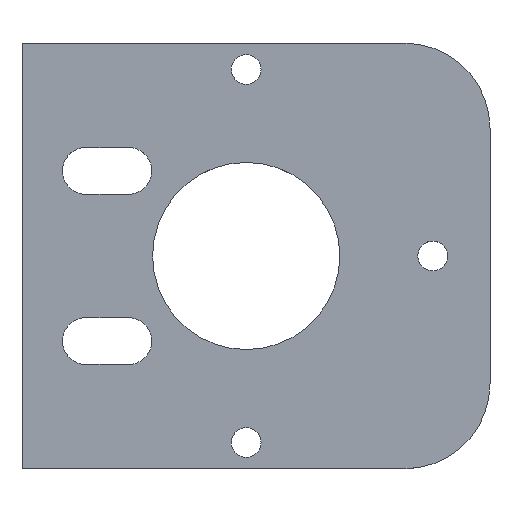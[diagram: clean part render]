
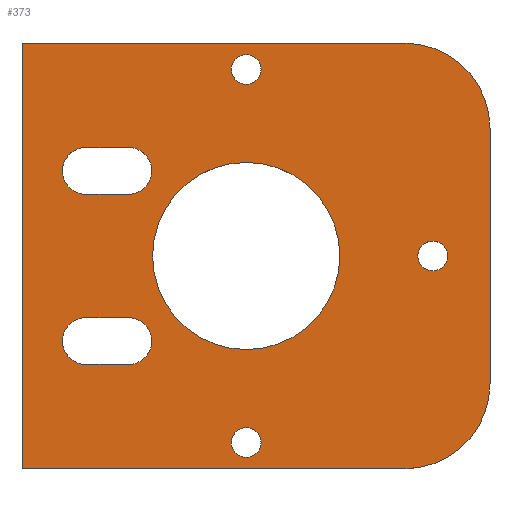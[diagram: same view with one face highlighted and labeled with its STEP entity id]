
A CAD part, top view. The second image highlights one B-rep face of the part: STEP entity #373.
In plain terms, the highlighted planar face has unit normal (0, 0, 1).
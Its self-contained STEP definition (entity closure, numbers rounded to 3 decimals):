
#13=FACE_BOUND($,#61,.T.);
#14=FACE_BOUND($,#62,.T.);
#15=FACE_BOUND($,#63,.T.);
#16=FACE_BOUND($,#64,.T.);
#17=FACE_BOUND($,#65,.T.);
#18=FACE_BOUND($,#66,.T.);
#19=FACE_BOUND($,#67,.T.);
#31=PLANE($,#398);
#61=EDGE_LOOP($,(#269));
#62=EDGE_LOOP($,(#270,#271,#272,#273));
#63=EDGE_LOOP($,(#274,#275,#276,#277));
#64=EDGE_LOOP($,(#278));
#65=EDGE_LOOP($,(#279));
#66=EDGE_LOOP($,(#280));
#67=EDGE_LOOP($,(#281,#282,#283,#284,#285,#286));
#97=LINE($,#558,#127);
#100=LINE($,#569,#130);
#101=LINE($,#572,#131);
#102=LINE($,#577,#132);
#103=LINE($,#580,#133);
#104=LINE($,#588,#134);
#105=LINE($,#592,#135);
#106=LINE($,#593,#136);
#127=VECTOR($,#446,45.);
#130=VECTOR($,#455,5.);
#131=VECTOR($,#458,5.);
#132=VECTOR($,#461,5.);
#133=VECTOR($,#464,5.);
#134=VECTOR($,#471,30.);
#135=VECTOR($,#474,45.);
#136=VECTOR($,#475,50.);
#155=CIRCLE($,#395,10.);
#157=CIRCLE($,#399,11.);
#158=CIRCLE($,#400,2.75);
#159=CIRCLE($,#401,2.75);
#160=CIRCLE($,#402,2.75);
#161=CIRCLE($,#403,2.75);
#162=CIRCLE($,#404,1.75);
#163=CIRCLE($,#405,1.75);
#164=CIRCLE($,#406,1.75);
#165=CIRCLE($,#407,10.);
#175=VERTEX_POINT($,#548);
#176=VERTEX_POINT($,#549);
#179=VERTEX_POINT($,#557);
#181=VERTEX_POINT($,#563);
#182=VERTEX_POINT($,#565);
#183=VERTEX_POINT($,#566);
#184=VERTEX_POINT($,#568);
#185=VERTEX_POINT($,#570);
#186=VERTEX_POINT($,#573);
#187=VERTEX_POINT($,#574);
#188=VERTEX_POINT($,#576);
#189=VERTEX_POINT($,#578);
#190=VERTEX_POINT($,#581);
#191=VERTEX_POINT($,#583);
#192=VERTEX_POINT($,#585);
#193=VERTEX_POINT($,#587);
#194=VERTEX_POINT($,#589);
#195=VERTEX_POINT($,#591);
#211=EDGE_CURVE($,#175,#176,#155,.T.);
#215=EDGE_CURVE($,#179,#176,#97,.T.);
#218=EDGE_CURVE($,#181,#181,#157,.T.);
#219=EDGE_CURVE($,#182,#183,#158,.T.);
#220=EDGE_CURVE($,#183,#184,#100,.T.);
#221=EDGE_CURVE($,#184,#185,#159,.T.);
#222=EDGE_CURVE($,#185,#182,#101,.T.);
#223=EDGE_CURVE($,#186,#187,#160,.T.);
#224=EDGE_CURVE($,#187,#188,#102,.T.);
#225=EDGE_CURVE($,#188,#189,#161,.T.);
#226=EDGE_CURVE($,#189,#186,#103,.T.);
#227=EDGE_CURVE($,#190,#190,#162,.T.);
#228=EDGE_CURVE($,#191,#191,#163,.T.);
#229=EDGE_CURVE($,#192,#192,#164,.T.);
#230=EDGE_CURVE($,#175,#193,#104,.T.);
#231=EDGE_CURVE($,#194,#193,#165,.T.);
#232=EDGE_CURVE($,#194,#195,#105,.T.);
#233=EDGE_CURVE($,#195,#179,#106,.T.);
#269=ORIENTED_EDGE($,*,*,#218,.T.);
#270=ORIENTED_EDGE($,*,*,#219,.T.);
#271=ORIENTED_EDGE($,*,*,#220,.T.);
#272=ORIENTED_EDGE($,*,*,#221,.T.);
#273=ORIENTED_EDGE($,*,*,#222,.T.);
#274=ORIENTED_EDGE($,*,*,#223,.T.);
#275=ORIENTED_EDGE($,*,*,#224,.T.);
#276=ORIENTED_EDGE($,*,*,#225,.T.);
#277=ORIENTED_EDGE($,*,*,#226,.T.);
#278=ORIENTED_EDGE($,*,*,#227,.T.);
#279=ORIENTED_EDGE($,*,*,#228,.T.);
#280=ORIENTED_EDGE($,*,*,#229,.T.);
#281=ORIENTED_EDGE($,*,*,#211,.F.);
#282=ORIENTED_EDGE($,*,*,#230,.T.);
#283=ORIENTED_EDGE($,*,*,#231,.F.);
#284=ORIENTED_EDGE($,*,*,#232,.T.);
#285=ORIENTED_EDGE($,*,*,#233,.T.);
#286=ORIENTED_EDGE($,*,*,#215,.T.);
#373=ADVANCED_FACE($,(#13,#14,#15,#16,#17,#18,#19),#31,.T.);
#395=AXIS2_PLACEMENT_3D($,#550,#438,#439);
#398=AXIS2_PLACEMENT_3D($,#562,#449,#450);
#399=AXIS2_PLACEMENT_3D($,#564,#451,#452);
#400=AXIS2_PLACEMENT_3D($,#567,#453,#454);
#401=AXIS2_PLACEMENT_3D($,#571,#456,#457);
#402=AXIS2_PLACEMENT_3D($,#575,#459,#460);
#403=AXIS2_PLACEMENT_3D($,#579,#462,#463);
#404=AXIS2_PLACEMENT_3D($,#582,#465,#466);
#405=AXIS2_PLACEMENT_3D($,#584,#467,#468);
#406=AXIS2_PLACEMENT_3D($,#586,#469,#470);
#407=AXIS2_PLACEMENT_3D($,#590,#472,#473);
#438=DIRECTION('center_axis',(0.,0.,-1.));
#439=DIRECTION('ref_axis',(0.707,-0.707,0.));
#446=DIRECTION($,(1.,0.,0.));
#449=DIRECTION('center_axis',(0.,0.,1.));
#450=DIRECTION('ref_axis',(1.,0.,0.));
#451=DIRECTION('center_axis',(0.,0.,-1.));
#452=DIRECTION('ref_axis',(-1.,0.,0.));
#453=DIRECTION('center_axis',(0.,0.,-1.));
#454=DIRECTION('ref_axis',(0.,-1.,0.));
#455=DIRECTION($,(-1.,0.,0.));
#456=DIRECTION('center_axis',(0.,0.,-1.));
#457=DIRECTION('ref_axis',(0.,1.,0.));
#458=DIRECTION($,(1.,0.,0.));
#459=DIRECTION('center_axis',(0.,0.,-1.));
#460=DIRECTION('ref_axis',(0.,1.,0.));
#461=DIRECTION($,(1.,0.,0.));
#462=DIRECTION('center_axis',(0.,0.,-1.));
#463=DIRECTION('ref_axis',(0.,-1.,0.));
#464=DIRECTION($,(-1.,0.,0.));
#465=DIRECTION('center_axis',(0.,0.,-1.));
#466=DIRECTION('ref_axis',(-1.,0.,0.));
#467=DIRECTION('center_axis',(0.,0.,-1.));
#468=DIRECTION('ref_axis',(-1.,0.,0.));
#469=DIRECTION('center_axis',(0.,0.,-1.));
#470=DIRECTION('ref_axis',(-1.,0.,0.));
#471=DIRECTION($,(0.,1.,0.));
#472=DIRECTION('center_axis',(0.,0.,-1.));
#473=DIRECTION('ref_axis',(0.707,0.707,0.));
#474=DIRECTION($,(-1.,0.,0.));
#475=DIRECTION($,(0.,-1.,0.));
#548=CARTESIAN_POINT('',(45.,-15.,2.657));
#549=CARTESIAN_POINT('',(35.,-25.,2.657));
#550=CARTESIAN_POINT('Origin',(35.,-15.,2.657));
#557=CARTESIAN_POINT('',(-10.,-25.,2.657));
#558=CARTESIAN_POINT($,(45.,-25.,2.657));
#562=CARTESIAN_POINT('Origin',(17.5,0.,2.657));
#563=CARTESIAN_POINT('',(27.35,0.,2.657));
#564=CARTESIAN_POINT('Origin',(16.35,0.,2.657));
#565=CARTESIAN_POINT('',(2.5,12.75,2.657));
#566=CARTESIAN_POINT('',(2.5,7.25,2.657));
#567=CARTESIAN_POINT('Origin',(2.5,10.,2.657));
#568=CARTESIAN_POINT('',(-2.5,7.25,2.657));
#569=CARTESIAN_POINT($,(7.5,7.25,2.657));
#570=CARTESIAN_POINT('',(-2.5,12.75,2.657));
#571=CARTESIAN_POINT('Origin',(-2.5,10.,2.657));
#572=CARTESIAN_POINT($,(10.,12.75,2.657));
#573=CARTESIAN_POINT('',(-2.5,-12.75,2.657));
#574=CARTESIAN_POINT('',(-2.5,-7.25,2.657));
#575=CARTESIAN_POINT('Origin',(-2.5,-10.,2.657));
#576=CARTESIAN_POINT('',(2.5,-7.25,2.657));
#577=CARTESIAN_POINT($,(10.,-7.25,2.657));
#578=CARTESIAN_POINT('',(2.5,-12.75,2.657));
#579=CARTESIAN_POINT('Origin',(2.5,-10.,2.657));
#580=CARTESIAN_POINT($,(7.5,-12.75,2.657));
#581=CARTESIAN_POINT('',(18.1,-21.92,2.657));
#582=CARTESIAN_POINT('Origin',(16.35,-21.92,2.657));
#583=CARTESIAN_POINT('',(18.1,21.92,2.657));
#584=CARTESIAN_POINT('Origin',(16.35,21.92,2.657));
#585=CARTESIAN_POINT('',(40.02,0.,2.657));
#586=CARTESIAN_POINT('Origin',(38.27,0.,2.657));
#587=CARTESIAN_POINT('',(45.,15.,2.657));
#588=CARTESIAN_POINT($,(45.,25.,2.657));
#589=CARTESIAN_POINT('',(35.,25.,2.657));
#590=CARTESIAN_POINT('Origin',(35.,15.,2.657));
#591=CARTESIAN_POINT('',(-10.,25.,2.657));
#592=CARTESIAN_POINT($,(-10.,25.,2.657));
#593=CARTESIAN_POINT($,(-10.,-25.,2.657));
